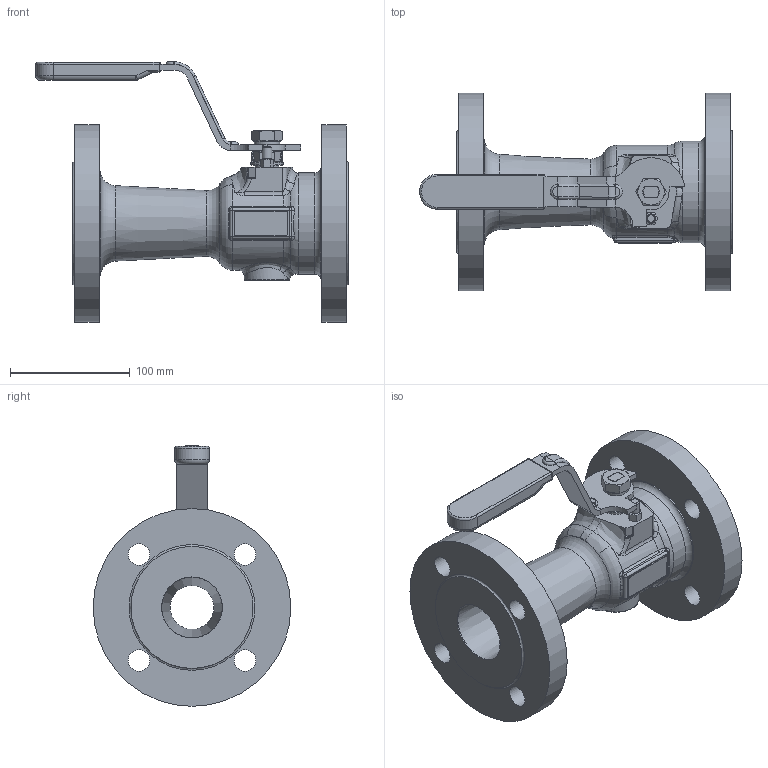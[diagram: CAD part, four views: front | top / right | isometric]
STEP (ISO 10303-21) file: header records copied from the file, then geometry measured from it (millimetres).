
FILE_DESCRIPTION(/* description */ (''),/* implementation_level */ '2;1');
FILE_NAME(/* name */ 'GA-F54-20-D40-W-A-1.stp',/* time_stamp */ '2020-10-28T13:48:49+00:00',/* author */ ('jaday'),/* organization */ (''),/* preprocessor_version */ 'ST-DEVELOPER v16.1',/* originating_system */ 'Autodesk Inventor 2016',/* authorisation */ '');
FILE_SCHEMA (('AUTOMOTIVE_DESIGN { 1 0 10303 214 3 1 1 }'));
Length unit declared in the file: millimetre
Products named in the file (1): GA-F54-20-D40-W-A-1
Bounding box: 261 x 165 x 217.45 mm (x, y, z)
Volume: 1387132.5 mm3; surface area: 195186.9 mm2
Topology: 1 solids, 1 shells, 398 faces, 1004 edges, 591 vertices
Faces by surface type: plane 157, cylinder 106, bspline 64, cone 36, torus 23, sphere 12
Full cylindrical faces by diameter (mm): 7.925 x1, 18 x8, 19.89 x1, 21.1 x1, 22.12 x1, 27 x1, 36.585 x1, 48.65 x1, 84.5 x1, 91.6 x1, 165 x2
Entity records: 13536 total; most frequent: CARTESIAN_POINT 4308, ORIENTED_EDGE 1880, DIRECTION 1725, EDGE_CURVE 940, AXIS2_PLACEMENT_3D 668, VERTEX_POINT 578, EDGE_LOOP 466, FACE_OUTER_BOUND 398
